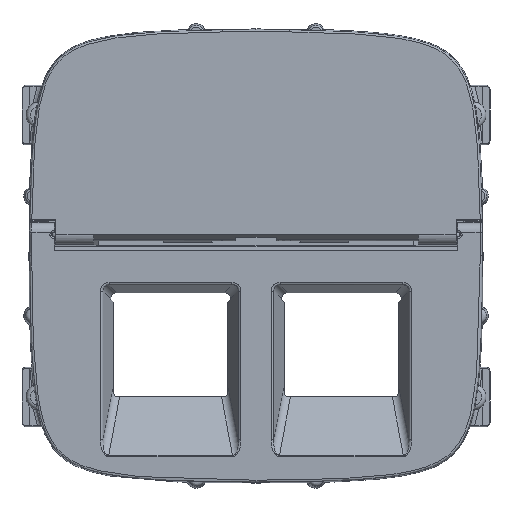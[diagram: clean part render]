
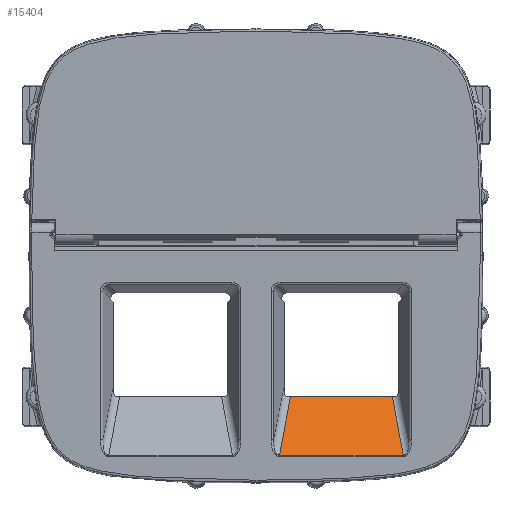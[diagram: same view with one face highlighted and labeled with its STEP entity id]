
A CAD part, top view. The second image highlights one B-rep face of the part: STEP entity #15404.
In plain terms, the highlighted planar face has unit normal (0, 0.463, 0.887).
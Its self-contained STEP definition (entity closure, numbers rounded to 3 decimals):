
#15376=AXIS2_PLACEMENT_3D('Plane Axis2P3D',#15373,#15374,#15375) ;
#15274=CARTESIAN_POINT('Vertex',(4.041,-16.5,7.7)) ;
#15277=CARTESIAN_POINT('Line Origine',(2.395,-16.5,7.7)) ;
#15281=CARTESIAN_POINT('Vertex',(10.,-16.5,7.7)) ;
#15284=CARTESIAN_POINT('Line Origine',(2.395,-16.5,7.7)) ;
#15288=CARTESIAN_POINT('Vertex',(15.959,-16.5,7.7)) ;
#15373=CARTESIAN_POINT('Axis2P3D Location',(16.7,-16.5,7.7)) ;
#15378=CARTESIAN_POINT('Line Origine',(10.,-23.335,11.266)) ;
#15382=CARTESIAN_POINT('Vertex',(17.256,-23.335,11.266)) ;
#15384=CARTESIAN_POINT('Vertex',(2.744,-23.335,11.266)) ;
#15387=CARTESIAN_POINT('Line Origine',(16.607,-19.917,9.483)) ;
#15392=CARTESIAN_POINT('Line Origine',(3.393,-19.917,9.483)) ;
#15278=DIRECTION('Vector Direction',(-1.,0.,0.)) ;
#15285=DIRECTION('Vector Direction',(-1.,0.,0.)) ;
#15374=DIRECTION('Axis2P3D Direction',(-0.,-0.463,-0.887)) ;
#15375=DIRECTION('Axis2P3D XDirection',(0.,-0.887,0.463)) ;
#15379=DIRECTION('Vector Direction',(-1.,0.,0.)) ;
#15388=DIRECTION('Vector Direction',(0.166,-0.874,0.456)) ;
#15393=DIRECTION('Vector Direction',(-0.166,-0.874,0.456)) ;
#15279=VECTOR('Line Direction',#15278,1.) ;
#15286=VECTOR('Line Direction',#15285,1.) ;
#15380=VECTOR('Line Direction',#15379,1.) ;
#15389=VECTOR('Line Direction',#15388,1.) ;
#15394=VECTOR('Line Direction',#15393,1.) ;
#15398=ORIENTED_EDGE('',*,*,#15386,.F.) ;
#15399=ORIENTED_EDGE('',*,*,#15391,.F.) ;
#15400=ORIENTED_EDGE('',*,*,#15290,.F.) ;
#15401=ORIENTED_EDGE('',*,*,#15283,.T.) ;
#15402=ORIENTED_EDGE('',*,*,#15396,.T.) ;
#15404=ADVANCED_FACE('PartBody',(#15403),#15377,.F.) ;
#15283=EDGE_CURVE('',#15282,#15275,#15280,.T.) ;
#15290=EDGE_CURVE('',#15282,#15289,#15287,.F.) ;
#15386=EDGE_CURVE('',#15383,#15385,#15381,.T.) ;
#15391=EDGE_CURVE('',#15289,#15383,#15390,.T.) ;
#15396=EDGE_CURVE('',#15275,#15385,#15395,.T.) ;
#15397=EDGE_LOOP('',(#15398,#15399,#15400,#15401,#15402)) ;
#15403=FACE_OUTER_BOUND('',#15397,.T.) ;
#15280=LINE('Line',#15277,#15279) ;
#15287=LINE('Line',#15284,#15286) ;
#15381=LINE('Line',#15378,#15380) ;
#15390=LINE('Line',#15387,#15389) ;
#15395=LINE('Line',#15392,#15394) ;
#15377=PLANE('',#15376) ;
#15275=VERTEX_POINT('',#15274) ;
#15282=VERTEX_POINT('',#15281) ;
#15289=VERTEX_POINT('',#15288) ;
#15383=VERTEX_POINT('',#15382) ;
#15385=VERTEX_POINT('',#15384) ;
